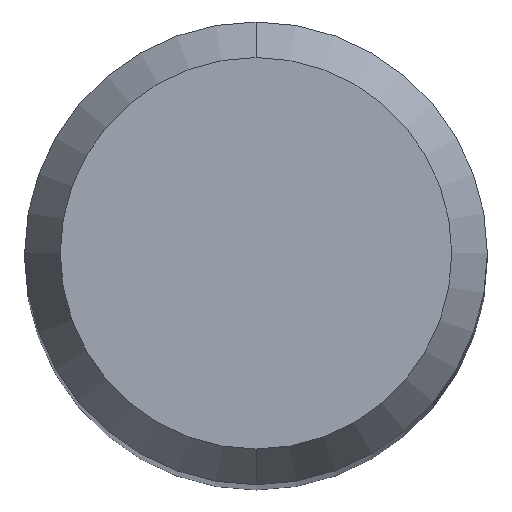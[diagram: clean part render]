
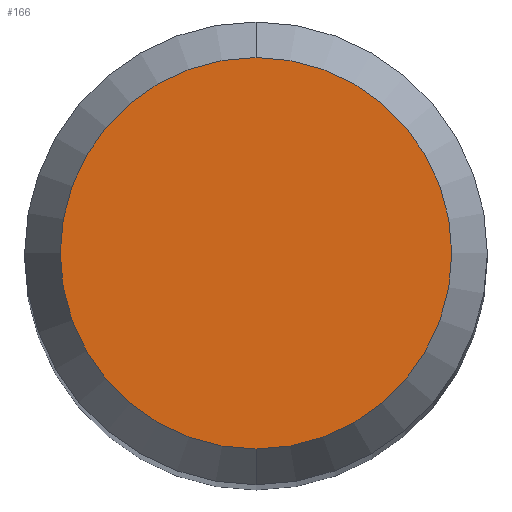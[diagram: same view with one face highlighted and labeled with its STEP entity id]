
A CAD part, top view. The second image highlights one B-rep face of the part: STEP entity #166.
In plain terms, the highlighted planar face has unit normal (0, 0, 1).
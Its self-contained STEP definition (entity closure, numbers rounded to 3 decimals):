
#128=EDGE_CURVE('',#220,#186,#313,.T.);
#144=EDGE_CURVE('',#186,#220,#332,.T.);
#166=ADVANCED_FACE('',(#355),#356,.T.);
#186=VERTEX_POINT('',#377);
#220=VERTEX_POINT('',#419);
#313=CIRCLE('',#517,2.538);
#332=CIRCLE('',#541,2.538);
#355=FACE_OUTER_BOUND('',#569,.T.);
#356=PLANE('',#570);
#377=CARTESIAN_POINT('',(0.0,2.538,0.0));
#419=CARTESIAN_POINT('',(0.,-2.538,0.0));
#517=AXIS2_PLACEMENT_3D('',#745,#746,#747);
#541=AXIS2_PLACEMENT_3D('',#779,#780,#781);
#569=EDGE_LOOP('',(#805,#806));
#570=AXIS2_PLACEMENT_3D('',#807,#808,#809);
#745=CARTESIAN_POINT('',(0.0,0.0,0.0));
#746=DIRECTION('',(0.0,0.0,-1.0));
#747=DIRECTION('',(0.0,1.0,0.0));
#779=CARTESIAN_POINT('',(0.0,0.0,0.0));
#780=DIRECTION('',(0.0,0.0,-1.0));
#781=DIRECTION('',(0.0,1.0,0.0));
#805=ORIENTED_EDGE('',*,*,#144,.F.);
#806=ORIENTED_EDGE('',*,*,#128,.F.);
#807=CARTESIAN_POINT('',(0.0,1.269,0.0));
#808=DIRECTION('',(-0.0,0.0,1.0));
#809=DIRECTION('',(0.0,-1.0,0.0));
